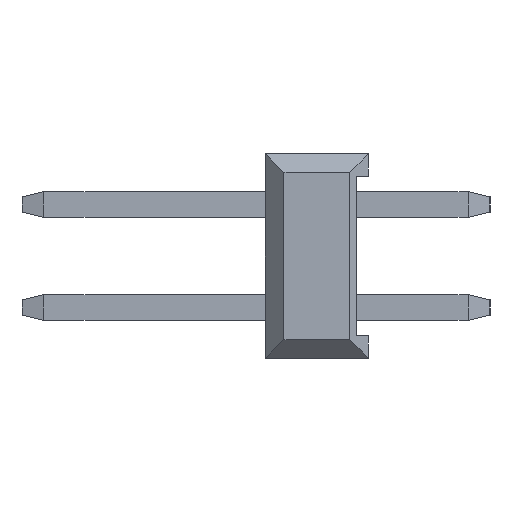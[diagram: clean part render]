
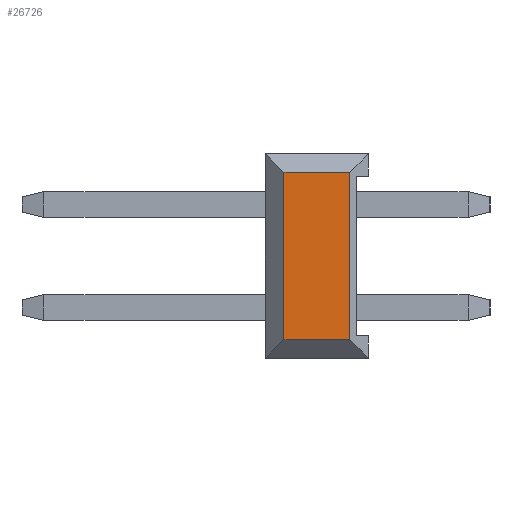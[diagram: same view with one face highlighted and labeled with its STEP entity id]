
A CAD part, left-side view. The second image highlights one B-rep face of the part: STEP entity #26726.
In plain terms, the highlighted planar face has unit normal (-1, 0, 0).
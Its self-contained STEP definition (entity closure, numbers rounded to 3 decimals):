
#2427 = VERTEX_POINT ( 'NONE', #3184 ) ;
#2699 = VERTEX_POINT ( 'NONE', #3739 ) ;
#2782 = VERTEX_POINT ( 'NONE', #3893 ) ;
#3184 = CARTESIAN_POINT ( 'NONE',  ( -1.27, 0.46, 0.79 ) ) ;
#3739 = CARTESIAN_POINT ( 'NONE',  ( -1.27, 2.08, 0.79 ) ) ;
#3893 = CARTESIAN_POINT ( 'NONE',  ( -1.27, 0.46, -3.33 ) ) ;
#6315 = EDGE_LOOP ( 'NONE', ( #6650, #6654, #6652, #6655 ) ) ;
#6650 = ORIENTED_EDGE ( 'NONE', *, *, #22939, .F. ) ;
#6652 = ORIENTED_EDGE ( 'NONE', *, *, #22936, .T. ) ;
#6654 = ORIENTED_EDGE ( 'NONE', *, *, #22938, .F. ) ;
#6655 = ORIENTED_EDGE ( 'NONE', *, *, #22940, .T. ) ;
#18431 = FACE_OUTER_BOUND ( 'NONE', #6315, .T. ) ;
#18447 = AXIS2_PLACEMENT_3D ( 'NONE', #37696, #37697, #37698 ) ;
#22936 = EDGE_CURVE ( 'NONE', #30060, #2782, #25044, .T. ) ;
#22938 = EDGE_CURVE ( 'NONE', #30060, #2699, #25050, .T. ) ;
#22939 = EDGE_CURVE ( 'NONE', #2699, #2427, #25053, .T. ) ;
#22940 = EDGE_CURVE ( 'NONE', #2782, #2427, #25056, .T. ) ;
#25044 = LINE ( 'NONE', #25045, #35748 ) ;
#25045 = CARTESIAN_POINT ( 'NONE',  ( -1.27, 2.54, -3.33 ) ) ;
#25046 = DIRECTION ( 'NONE',  ( 0., -1., 0. ) ) ;
#25050 = LINE ( 'NONE', #25051, #35750 ) ;
#25051 = CARTESIAN_POINT ( 'NONE',  ( -1.27, 2.08, -3.81 ) ) ;
#25052 = DIRECTION ( 'NONE',  ( 0., 0., 1. ) ) ;
#25053 = LINE ( 'NONE', #25054, #35751 ) ;
#25054 = CARTESIAN_POINT ( 'NONE',  ( -1.27, 2.54, 0.79 ) ) ;
#25055 = DIRECTION ( 'NONE',  ( 0., -1., 0. ) ) ;
#25056 = LINE ( 'NONE', #25057, #35752 ) ;
#25057 = CARTESIAN_POINT ( 'NONE',  ( -1.27, 0.46, -3.81 ) ) ;
#25058 = DIRECTION ( 'NONE',  ( 0., 0., 1. ) ) ;
#26726 = ADVANCED_FACE ( 'NONE', ( #18431 ), #37695, .F. ) ;
#30060 = VERTEX_POINT ( 'NONE', #39034 ) ;
#35748 = VECTOR ( 'NONE', #25046, 1000. ) ;
#35750 = VECTOR ( 'NONE', #25052, 1000. ) ;
#35751 = VECTOR ( 'NONE', #25055, 1000. ) ;
#35752 = VECTOR ( 'NONE', #25058, 1000. ) ;
#37695 = PLANE ( 'NONE',  #18447 ) ;
#37696 = CARTESIAN_POINT ( 'NONE',  ( -1.27, 2.54, 0.79 ) ) ;
#37697 = DIRECTION ( 'NONE',  ( 1., 0., 0. ) ) ;
#37698 = DIRECTION ( 'NONE',  ( 0., 0., -1. ) ) ;
#39034 = CARTESIAN_POINT ( 'NONE',  ( -1.27, 2.08, -3.33 ) ) ;
